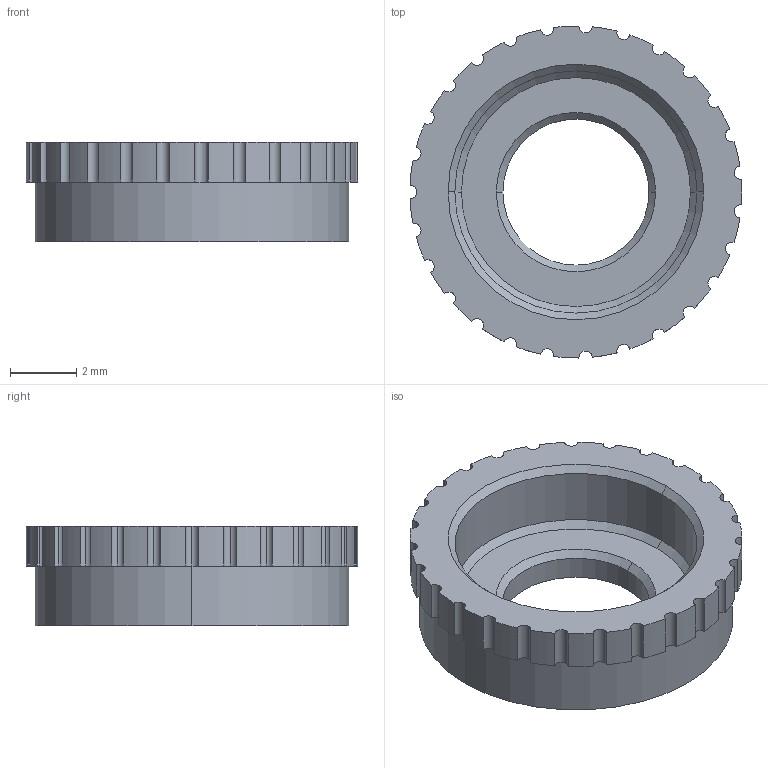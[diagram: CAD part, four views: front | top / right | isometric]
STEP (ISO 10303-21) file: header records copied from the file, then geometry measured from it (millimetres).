
FILE_DESCRIPTION (( 'STEP AP214' ), '1' );
FILE_NAME ('nut_for_screw.STEP', '2018-07-18T11:06:56', ( 'Windows User' ), ( '' ), 'SwSTEP 2.0', 'SolidWorks 2017', '' );
FILE_SCHEMA (( 'AUTOMOTIVE_DESIGN' ));
Length unit declared in the file: millimetre
Products named in the file (2): nut_for_screw
Bounding box: 10 x 10 x 3 mm (x, y, z)
Volume: 116.6 mm3; surface area: 275.2 mm2
Topology: 1 solids, 1 shells, 84 faces, 234 edges, 154 vertices
Faces by surface type: cylinder 74, cone 6, plane 4
Entity records: 2837 total; most frequent: DIRECTION 560, CARTESIAN_POINT 474, ORIENTED_EDGE 468, AXIS2_PLACEMENT_3D 240, EDGE_CURVE 234, VERTEX_POINT 154, CIRCLE 154, EDGE_LOOP 88
